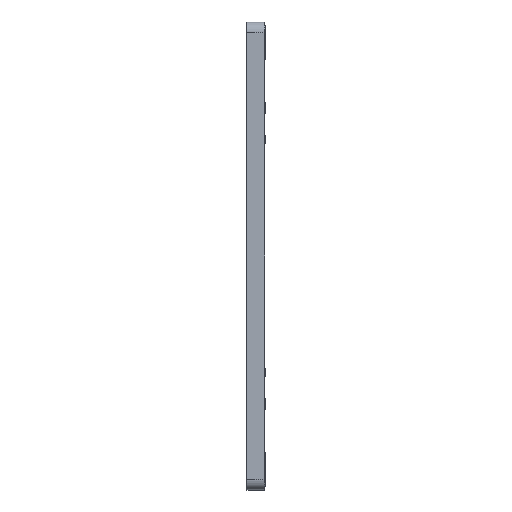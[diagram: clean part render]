
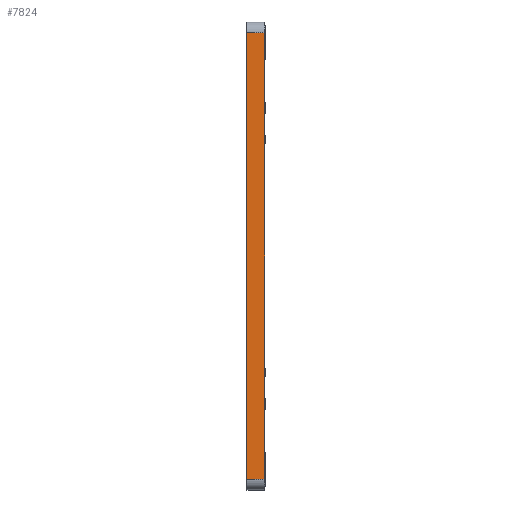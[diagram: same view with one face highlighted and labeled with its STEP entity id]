
A CAD part, left-side view. The second image highlights one B-rep face of the part: STEP entity #7824.
In plain terms, the highlighted planar face has unit normal (-1, 0, 0).
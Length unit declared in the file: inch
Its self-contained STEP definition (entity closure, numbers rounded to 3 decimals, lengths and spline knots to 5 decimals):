
#5 = LINE ( 'NONE', #2970, #795 ) ;
#314 = ORIENTED_EDGE ( 'NONE', *, *, #1268, .F. ) ;
#371 = VERTEX_POINT ( 'NONE', #4065 ) ;
#607 = DIRECTION ( 'NONE',  ( 1., 0., 0. ) ) ;
#795 = VECTOR ( 'NONE', #6607, 39.37008 ) ;
#908 = VECTOR ( 'NONE', #6497, 39.37008 ) ;
#1268 = EDGE_CURVE ( 'NONE', #6265, #371, #1516, .T. ) ;
#1272 = CARTESIAN_POINT ( 'NONE',  ( -10.1125, 0.5, -6.2 ) ) ;
#1516 = LINE ( 'NONE', #2936, #908 ) ;
#1749 = ORIENTED_EDGE ( 'NONE', *, *, #3852, .T. ) ;
#1752 = DIRECTION ( 'NONE',  ( 0., 0., -1. ) ) ;
#1781 = VERTEX_POINT ( 'NONE', #1272 ) ;
#1788 = FACE_OUTER_BOUND ( 'NONE', #5187, .T. ) ;
#2263 = DIRECTION ( 'NONE',  ( 0., -1., 0. ) ) ;
#2662 = DIRECTION ( 'NONE',  ( 0., 0., -1. ) ) ;
#2936 = CARTESIAN_POINT ( 'NONE',  ( -10.1125, 0., 6.5 ) ) ;
#2970 = CARTESIAN_POINT ( 'NONE',  ( -10.1125, 0., 6.2 ) ) ;
#2999 = PLANE ( 'NONE',  #6902 ) ;
#3378 = LINE ( 'NONE', #3857, #3726 ) ;
#3654 = EDGE_CURVE ( 'NONE', #1781, #371, #7067, .T. ) ;
#3726 = VECTOR ( 'NONE', #2662, 39.37008 ) ;
#3852 = EDGE_CURVE ( 'NONE', #4646, #1781, #3378, .T. ) ;
#3857 = CARTESIAN_POINT ( 'NONE',  ( -10.1125, 0.5, -6.5 ) ) ;
#4065 = CARTESIAN_POINT ( 'NONE',  ( -10.1125, 0., -6.2 ) ) ;
#4148 = CARTESIAN_POINT ( 'NONE',  ( -10.1125, 0., -6.2 ) ) ;
#4290 = CARTESIAN_POINT ( 'NONE',  ( -10.1125, 0.5, 6.2 ) ) ;
#4646 = VERTEX_POINT ( 'NONE', #4290 ) ;
#4913 = EDGE_CURVE ( 'NONE', #6265, #4646, #5, .T. ) ;
#5081 = ORIENTED_EDGE ( 'NONE', *, *, #3654, .T. ) ;
#5187 = EDGE_LOOP ( 'NONE', ( #314, #6897, #1749, #5081 ) ) ;
#6265 = VERTEX_POINT ( 'NONE', #7038 ) ;
#6497 = DIRECTION ( 'NONE',  ( 0., 0., -1. ) ) ;
#6607 = DIRECTION ( 'NONE',  ( 0., 1., 0. ) ) ;
#6884 = VECTOR ( 'NONE', #2263, 39.37008 ) ;
#6897 = ORIENTED_EDGE ( 'NONE', *, *, #4913, .T. ) ;
#6902 = AXIS2_PLACEMENT_3D ( 'NONE', #7821, #607, #1752 ) ;
#7038 = CARTESIAN_POINT ( 'NONE',  ( -10.1125, 0., 6.2 ) ) ;
#7067 = LINE ( 'NONE', #4148, #6884 ) ;
#7821 = CARTESIAN_POINT ( 'NONE',  ( -10.1125, 0., -6.5 ) ) ;
#7824 = ADVANCED_FACE ( 'NONE', ( #1788 ), #2999, .F. ) ;
